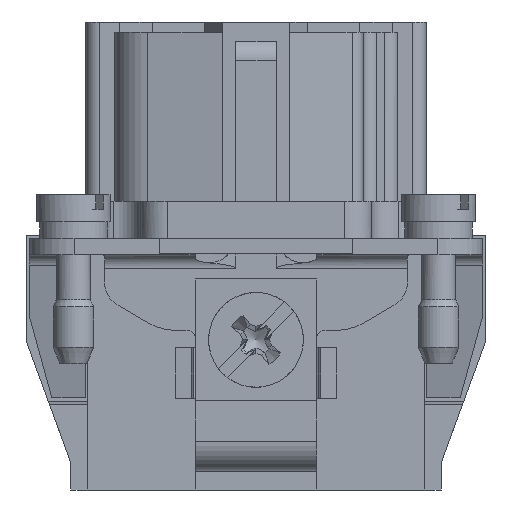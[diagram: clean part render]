
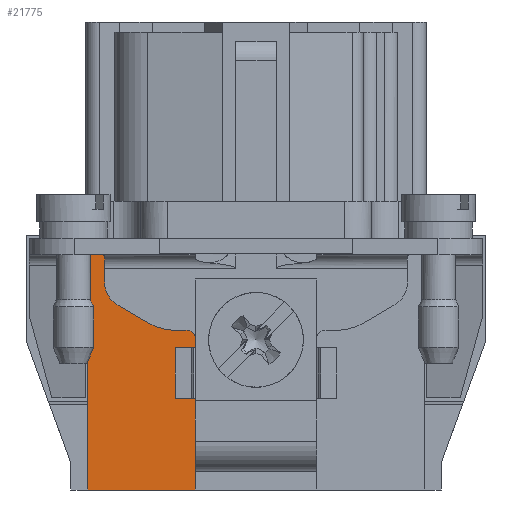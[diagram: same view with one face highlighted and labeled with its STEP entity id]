
A CAD part, left-side view. The second image highlights one B-rep face of the part: STEP entity #21775.
In plain terms, the highlighted planar face has unit normal (-1, 0, 0).
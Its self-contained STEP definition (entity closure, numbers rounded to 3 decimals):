
#19565=CIRCLE('',#77612,0.6);
#19566=CIRCLE('',#77613,4.);
#19567=CIRCLE('',#77614,2.);
#21775=ADVANCED_FACE('',(#26692),#24778,.T.);
#24778=PLANE('',#77615);
#26692=FACE_OUTER_BOUND('',#29396,.T.);
#29396=EDGE_LOOP('',(#32847,#32848,#32849,#32850,#32851,#32852,#32853,#32854,
#32855,#32856,#32857,#32858,#32859,#32860,#32861));
#32847=ORIENTED_EDGE('',*,*,#54705,.F.);
#32848=ORIENTED_EDGE('',*,*,#54706,.F.);
#32849=ORIENTED_EDGE('',*,*,#54707,.T.);
#32850=ORIENTED_EDGE('',*,*,#54708,.F.);
#32851=ORIENTED_EDGE('',*,*,#54709,.F.);
#32852=ORIENTED_EDGE('',*,*,#54710,.T.);
#32853=ORIENTED_EDGE('',*,*,#54711,.T.);
#32854=ORIENTED_EDGE('',*,*,#54712,.T.);
#32855=ORIENTED_EDGE('',*,*,#54713,.F.);
#32856=ORIENTED_EDGE('',*,*,#54714,.T.);
#32857=ORIENTED_EDGE('',*,*,#54715,.F.);
#32858=ORIENTED_EDGE('',*,*,#54716,.F.);
#32859=ORIENTED_EDGE('',*,*,#54717,.F.);
#32860=ORIENTED_EDGE('',*,*,#54718,.F.);
#32861=ORIENTED_EDGE('',*,*,#54719,.F.);
#49213=VERTEX_POINT('',#95099);
#49214=VERTEX_POINT('',#95100);
#49215=VERTEX_POINT('',#95102);
#49216=VERTEX_POINT('',#95104);
#49217=VERTEX_POINT('',#95106);
#49218=VERTEX_POINT('',#95108);
#49219=VERTEX_POINT('',#95110);
#49220=VERTEX_POINT('',#95112);
#49221=VERTEX_POINT('',#95114);
#49222=VERTEX_POINT('',#95116);
#49223=VERTEX_POINT('',#95118);
#49224=VERTEX_POINT('',#95120);
#49225=VERTEX_POINT('',#95122);
#49226=VERTEX_POINT('',#95124);
#49227=VERTEX_POINT('',#95126);
#54705=EDGE_CURVE('',#49213,#49214,#64545,.T.);
#54706=EDGE_CURVE('',#49215,#49213,#64546,.T.);
#54707=EDGE_CURVE('',#49215,#49216,#64547,.T.);
#54708=EDGE_CURVE('',#49217,#49216,#64548,.T.);
#54709=EDGE_CURVE('',#49218,#49217,#64549,.T.);
#54710=EDGE_CURVE('',#49218,#49219,#64550,.T.);
#54711=EDGE_CURVE('',#49219,#49220,#64551,.T.);
#54712=EDGE_CURVE('',#49220,#49221,#64552,.T.);
#54713=EDGE_CURVE('',#49222,#49221,#64553,.T.);
#54714=EDGE_CURVE('',#49222,#49223,#19565,.T.);
#54715=EDGE_CURVE('',#49224,#49223,#64554,.T.);
#54716=EDGE_CURVE('',#49225,#49224,#19566,.T.);
#54717=EDGE_CURVE('',#49226,#49225,#64555,.T.);
#54718=EDGE_CURVE('',#49227,#49226,#19567,.T.);
#54719=EDGE_CURVE('',#49214,#49227,#64556,.T.);
#64545=LINE('',#95098,#69495);
#64546=LINE('',#95101,#69496);
#64547=LINE('',#95103,#69497);
#64548=LINE('',#95105,#69498);
#64549=LINE('',#95107,#69499);
#64550=LINE('',#95109,#69500);
#64551=LINE('',#95111,#69501);
#64552=LINE('',#95113,#69502);
#64553=LINE('',#95115,#69503);
#64554=LINE('',#95119,#69504);
#64555=LINE('',#95123,#69505);
#64556=LINE('',#95127,#69506);
#69495=VECTOR('',#81760,1.);
#69496=VECTOR('',#81761,1.);
#69497=VECTOR('',#81762,1.);
#69498=VECTOR('',#81763,1.);
#69499=VECTOR('',#81764,1.);
#69500=VECTOR('',#81765,1.);
#69501=VECTOR('',#81766,1.);
#69502=VECTOR('',#81767,1.);
#69503=VECTOR('',#81768,1.);
#69504=VECTOR('',#81771,1.);
#69505=VECTOR('',#81774,1.);
#69506=VECTOR('',#81777,1.);
#77612=AXIS2_PLACEMENT_3D('',#95117,#81769,#81770);
#77613=AXIS2_PLACEMENT_3D('',#95121,#81772,#81773);
#77614=AXIS2_PLACEMENT_3D('',#95125,#81775,#81776);
#77615=AXIS2_PLACEMENT_3D('',#95128,#81778,#81779);
#81760=DIRECTION('',(0.,1.,0.));
#81761=DIRECTION('',(0.,0.,-1.));
#81762=DIRECTION('',(0.,1.,0.));
#81763=DIRECTION('',(0.,0.,-1.));
#81764=DIRECTION('',(0.,-1.,0.));
#81765=DIRECTION('',(0.,0.,-1.));
#81766=DIRECTION('',(0.,-1.,0.));
#81767=DIRECTION('',(0.,0.,1.));
#81768=DIRECTION('',(0.,0.,-1.));
#81769=DIRECTION('',(-1.,0.,0.));
#81770=DIRECTION('',(0.,0.,1.));
#81771=DIRECTION('',(0.,-1.,0.));
#81772=DIRECTION('',(-1.,0.,0.));
#81773=DIRECTION('',(0.,0.,1.));
#81774=DIRECTION('',(0.,-0.866,-0.5));
#81775=DIRECTION('',(-1.,0.,0.));
#81776=DIRECTION('',(0.,0.,1.));
#81777=DIRECTION('',(0.,0.,-1.));
#81778=DIRECTION('',(-1.,0.,0.));
#81779=DIRECTION('',(0.,0.,-1.));
#95098=CARTESIAN_POINT('',(-44.875,-11.536,-0.852));
#95099=CARTESIAN_POINT('',(-44.875,4.5,-0.852));
#95100=CARTESIAN_POINT('',(-44.875,11.2,-0.852));
#95101=CARTESIAN_POINT('',(-44.875,4.5,-17.4));
#95102=CARTESIAN_POINT('',(-44.875,4.5,0.05));
#95103=CARTESIAN_POINT('',(-44.875,-12.45,0.05));
#95104=CARTESIAN_POINT('',(-44.875,4.525,0.05));
#95105=CARTESIAN_POINT('',(-44.875,4.525,0.05));
#95106=CARTESIAN_POINT('',(-44.875,4.525,1.2));
#95107=CARTESIAN_POINT('',(-44.875,0.,1.2));
#95108=CARTESIAN_POINT('',(-44.875,12.45,1.2));
#95109=CARTESIAN_POINT('',(-44.875,12.45,-17.4));
#95110=CARTESIAN_POINT('',(-44.875,12.45,-17.4));
#95111=CARTESIAN_POINT('',(-44.875,-12.45,-17.4));
#95112=CARTESIAN_POINT('',(-44.875,4.5,-17.4));
#95113=CARTESIAN_POINT('',(-44.875,4.5,-2.));
#95114=CARTESIAN_POINT('',(-44.875,4.5,-15.859));
#95115=CARTESIAN_POINT('',(-44.875,4.5,-17.4));
#95116=CARTESIAN_POINT('',(-44.875,4.5,-6.2));
#95117=CARTESIAN_POINT('',(-44.875,5.1,-6.2));
#95118=CARTESIAN_POINT('',(-44.875,5.1,-5.6));
#95119=CARTESIAN_POINT('',(-44.875,-12.45,-5.6));
#95120=CARTESIAN_POINT('',(-44.875,5.928,-5.6));
#95121=CARTESIAN_POINT('',(-44.875,5.928,-1.6));
#95122=CARTESIAN_POINT('',(-44.875,7.928,-5.064));
#95123=CARTESIAN_POINT('',(-44.875,-12.697,-16.972));
#95124=CARTESIAN_POINT('',(-44.875,10.2,-3.752));
#95125=CARTESIAN_POINT('',(-44.875,9.2,-2.02));
#95126=CARTESIAN_POINT('',(-44.875,11.2,-2.02));
#95127=CARTESIAN_POINT('',(-44.875,11.2,-17.4));
#95128=CARTESIAN_POINT('',(-44.875,-12.45,-17.4));
